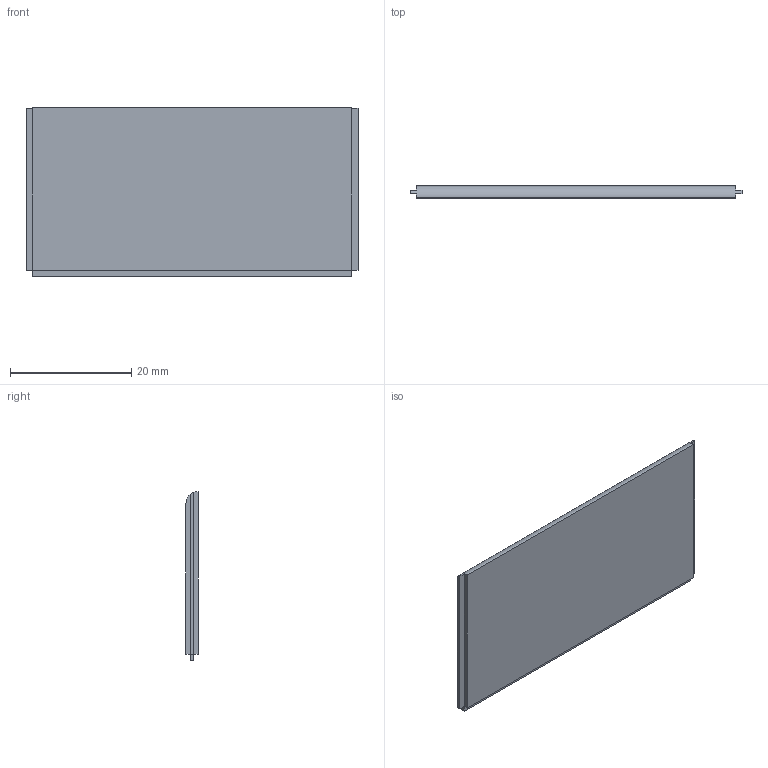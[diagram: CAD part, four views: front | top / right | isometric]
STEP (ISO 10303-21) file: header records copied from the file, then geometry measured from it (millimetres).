
FILE_DESCRIPTION(/* description */ (''),/* implementation_level */ '2;1');
FILE_NAME(/* name */ 'Battery_Cover.step',/* time_stamp */ '2017-06-23T00:53:21+02:00',/* author */ (''),/* organization */ (''),/* preprocessor_version */ 'ST-DEVELOPER v16.13',/* originating_system */ 'Autodesk Translation Framework v6.1.1.50',/* authorisation */ '');
FILE_SCHEMA (('AUTOMOTIVE_DESIGN { 1 0 10303 214 3 1 1 }'));
Length unit declared in the file: millimetre
Products named in the file (2): TCase2 v101; BatteryCover v2
Assembly tree (1 placements, depth 2):
  TCase2 v101
    BatteryCover v2
Bounding box: 54.7 x 2 x 27.85 mm (x, y, z)
Volume: 2848.3 mm3; surface area: 3316.6 mm2
Topology: 1 solids, 1 shells, 22 faces, 48 edges, 28 vertices
Faces by surface type: plane 21, cylinder 1
Entity records: 722 total; most frequent: DIRECTION 104, CARTESIAN_POINT 101, ORIENTED_EDGE 96, EDGE_CURVE 48, LINE 42, VECTOR 42, AXIS2_PLACEMENT_3D 31, VERTEX_POINT 28
